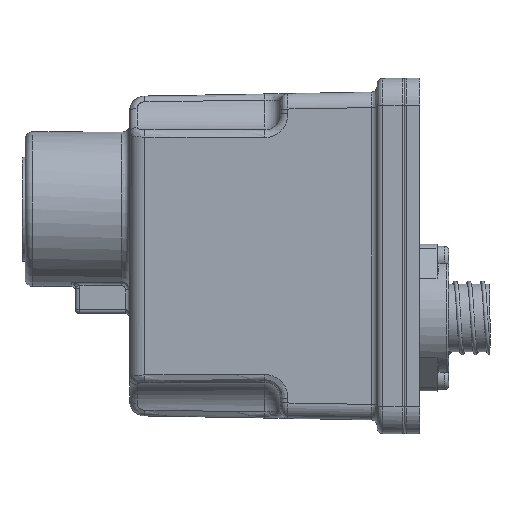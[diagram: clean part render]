
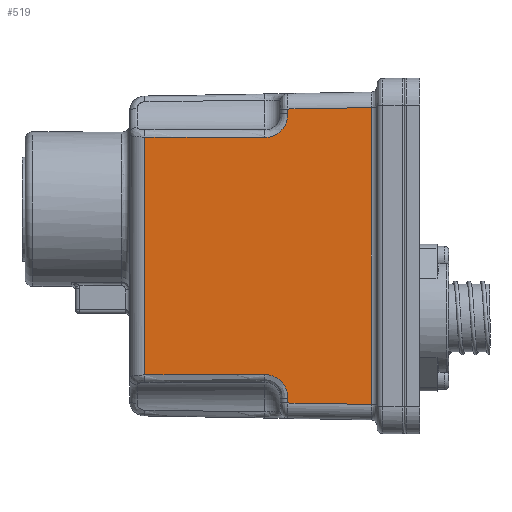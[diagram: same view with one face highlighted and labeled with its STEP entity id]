
A CAD part, front view. The second image highlights one B-rep face of the part: STEP entity #519.
In plain terms, the highlighted planar face has unit normal (-0.018, -1, 0).
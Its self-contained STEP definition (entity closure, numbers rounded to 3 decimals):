
#519=ADVANCED_FACE('',(#1211),#1212,.T.);
#1211=FACE_OUTER_BOUND('',#6075,.T.);
#1212=PLANE('',#6076);
#6075=EDGE_LOOP('',(#10239,#10240,#10241,#10242,#10243,#10244,#10245,#10246,#10247,#10248));
#6076=AXIS2_PLACEMENT_3D('',#10249,#10250,#10251);
#10239=ORIENTED_EDGE('',*,*,#11913,.T.);
#10240=ORIENTED_EDGE('',*,*,#11920,.T.);
#10241=ORIENTED_EDGE('',*,*,#11926,.T.);
#10242=ORIENTED_EDGE('',*,*,#11885,.T.);
#10243=ORIENTED_EDGE('',*,*,#11871,.T.);
#10244=ORIENTED_EDGE('',*,*,#11893,.T.);
#10245=ORIENTED_EDGE('',*,*,#11719,.T.);
#10246=ORIENTED_EDGE('',*,*,#12026,.T.);
#10247=ORIENTED_EDGE('',*,*,#11707,.T.);
#10248=ORIENTED_EDGE('',*,*,#12000,.T.);
#10249=CARTESIAN_POINT('',(91.8,-29.4,-12.1));
#10250=DIRECTION('',(-0.017,-1.,0.));
#10251=DIRECTION('',(-1.,0.017,0.));
#11707=EDGE_CURVE('',#12593,#12594,#12595,.F.);
#11719=EDGE_CURVE('',#12608,#12613,#12615,.T.);
#11871=EDGE_CURVE('',#12838,#12831,#12839,.T.);
#11885=EDGE_CURVE('',#12858,#12838,#12861,.F.);
#11893=EDGE_CURVE('',#12831,#12608,#12871,.F.);
#11913=EDGE_CURVE('',#12890,#12898,#12900,.T.);
#11920=EDGE_CURVE('',#12898,#12909,#12911,.T.);
#11926=EDGE_CURVE('',#12909,#12858,#12918,.T.);
#12000=EDGE_CURVE('',#12594,#12890,#13017,.T.);
#12026=EDGE_CURVE('',#12613,#12593,#13046,.T.);
#12593=VERTEX_POINT('',#13820);
#12594=VERTEX_POINT('',#13821);
#12595=LINE('',#13822,#13823);
#12608=VERTEX_POINT('',#13837);
#12613=VERTEX_POINT('',#13857);
#12615=B_SPLINE_CURVE_WITH_KNOTS('',3,(#13859,#13860,#13861,#13862,#13863,#13864,#13865,#13866,#13867,#13868,#13869,#13870,#13871,#13872,#13873,#13874,#13875,#13876,#13877,#13878),.UNSPECIFIED.,.F.,.F.,(4,2,2,2,2,2,2,2,2,4),(0.0,0.001,0.002,0.004,0.005,0.005,0.006,0.007,0.008,0.01),.UNSPECIFIED.);
#12831=VERTEX_POINT('',#14416);
#12838=VERTEX_POINT('',#14455);
#12839=LINE('',#14456,#14457);
#12858=VERTEX_POINT('',#14506);
#12861=ELLIPSE('',#14509,687.584,12.0);
#12871=ELLIPSE('',#14551,687.584,12.0);
#12890=VERTEX_POINT('',#14602);
#12898=VERTEX_POINT('',#14611);
#12900=LINE('',#14613,#14614);
#12909=VERTEX_POINT('',#14623);
#12911=LINE('',#14625,#14626);
#12918=B_SPLINE_CURVE_WITH_KNOTS('',3,(#14634,#14635,#14636,#14637,#14638,#14639,#14640,#14641,#14642,#14643,#14644,#14645,#14646,#14647,#14648,#14649,#14650,#14651,#14652,#14653,#14654,#14655),.UNSPECIFIED.,.F.,.F.,(4,2,2,2,2,2,2,2,2,2,4),(0.0,0.001,0.002,0.004,0.005,0.005,0.006,0.007,0.008,0.008,0.01),.UNSPECIFIED.);
#13017=LINE('',#14837,#14838);
#13046=LINE('',#14877,#14878);
#13820=CARTESIAN_POINT('',(68.765,-28.998,-50.099));
#13821=CARTESIAN_POINT('',(90.326,-29.374,-50.475));
#13822=CARTESIAN_POINT('',(91.13,-29.388,-50.489));
#13823=VECTOR('',#16471,1.0);
#13837=CARTESIAN_POINT('',(62.765,-28.893,-42.734));
#13857=CARTESIAN_POINT('',(68.765,-28.998,-48.965));
#13859=CARTESIAN_POINT('',(62.765,-28.893,-42.734));
#13860=CARTESIAN_POINT('',(63.17,-28.9,-42.732));
#13861=CARTESIAN_POINT('',(63.575,-28.907,-42.773));
#13862=CARTESIAN_POINT('',(64.365,-28.921,-42.935));
#13863=CARTESIAN_POINT('',(64.746,-28.928,-43.056));
#13864=CARTESIAN_POINT('',(65.481,-28.941,-43.373));
#13865=CARTESIAN_POINT('',(65.838,-28.947,-43.572));
#13866=CARTESIAN_POINT('',(66.493,-28.958,-44.032));
#13867=CARTESIAN_POINT('',(66.795,-28.964,-44.293));
#13868=CARTESIAN_POINT('',(67.21,-28.971,-44.731));
#13869=CARTESIAN_POINT('',(67.342,-28.973,-44.886));
#13870=CARTESIAN_POINT('',(67.588,-28.977,-45.204));
#13871=CARTESIAN_POINT('',(67.702,-28.979,-45.368));
#13872=CARTESIAN_POINT('',(68.019,-28.985,-45.875));
#13873=CARTESIAN_POINT('',(68.196,-28.988,-46.233));
#13874=CARTESIAN_POINT('',(68.484,-28.993,-46.987));
#13875=CARTESIAN_POINT('',(68.591,-28.995,-47.376));
#13876=CARTESIAN_POINT('',(68.731,-28.997,-48.161));
#13877=CARTESIAN_POINT('',(68.765,-28.998,-48.56));
#13878=CARTESIAN_POINT('',(68.765,-28.998,-48.965));
#14416=CARTESIAN_POINT('',(31.73,-28.351,-42.861));
#14455=CARTESIAN_POINT('',(31.73,-28.351,18.661));
#14456=CARTESIAN_POINT('',(31.73,-28.351,-12.1));
#14457=VECTOR('',#16702,1.0);
#14506=CARTESIAN_POINT('',(62.765,-28.893,18.534));
#14509=AXIS2_PLACEMENT_3D('',#16727,#16728,#16729);
#14551=AXIS2_PLACEMENT_3D('',#16739,#16740,#16741);
#14602=CARTESIAN_POINT('',(90.326,-29.374,26.275));
#14611=CARTESIAN_POINT('',(68.765,-28.998,25.899));
#14613=CARTESIAN_POINT('',(91.13,-29.388,26.289));
#14614=VECTOR('',#16772,1.0);
#14623=CARTESIAN_POINT('',(68.765,-28.998,24.765));
#14625=CARTESIAN_POINT('',(68.765,-28.998,-12.1));
#14626=VECTOR('',#16785,1.0);
#14634=CARTESIAN_POINT('',(68.765,-28.998,24.765));
#14635=CARTESIAN_POINT('',(68.765,-28.998,24.36));
#14636=CARTESIAN_POINT('',(68.731,-28.997,23.96));
#14637=CARTESIAN_POINT('',(68.589,-28.995,23.168));
#14638=CARTESIAN_POINT('',(68.481,-28.993,22.777));
#14639=CARTESIAN_POINT('',(68.195,-28.988,22.03));
#14640=CARTESIAN_POINT('',(68.017,-28.985,21.672));
#14641=CARTESIAN_POINT('',(67.588,-28.977,20.987));
#14642=CARTESIAN_POINT('',(67.342,-28.973,20.669));
#14643=CARTESIAN_POINT('',(66.929,-28.966,20.235));
#14644=CARTESIAN_POINT('',(66.784,-28.963,20.097));
#14645=CARTESIAN_POINT('',(66.479,-28.958,19.834));
#14646=CARTESIAN_POINT('',(66.319,-28.955,19.709));
#14647=CARTESIAN_POINT('',(65.825,-28.947,19.365));
#14648=CARTESIAN_POINT('',(65.476,-28.941,19.17));
#14649=CARTESIAN_POINT('',(64.924,-28.931,18.933));
#14650=CARTESIAN_POINT('',(64.734,-28.928,18.862));
#14651=CARTESIAN_POINT('',(64.349,-28.921,18.742));
#14652=CARTESIAN_POINT('',(64.155,-28.917,18.692));
#14653=CARTESIAN_POINT('',(63.568,-28.907,18.572));
#14654=CARTESIAN_POINT('',(63.17,-28.9,18.532));
#14655=CARTESIAN_POINT('',(62.765,-28.893,18.534));
#14837=CARTESIAN_POINT('',(90.326,-29.374,26.301));
#14838=VECTOR('',#16895,1.0);
#14877=CARTESIAN_POINT('',(68.765,-28.998,-12.1));
#14878=VECTOR('',#16921,1.0);
#16471=DIRECTION('',(-1.,0.017,0.017));
#16702=DIRECTION('',(0.,0.,-1.0));
#16727=CARTESIAN_POINT('',(204.889,-31.374,30.274));
#16728=DIRECTION('',(-0.017,-1.,0.));
#16729=DIRECTION('',(-1.,0.017,0.));
#16739=CARTESIAN_POINT('',(204.889,-31.374,-54.474));
#16740=DIRECTION('',(-0.017,-1.,0.));
#16741=DIRECTION('',(-1.,0.017,0.));
#16772=DIRECTION('',(-1.,0.017,-0.017));
#16785=DIRECTION('',(0.,0.,-1.0));
#16895=DIRECTION('',(0.,0.,1.0));
#16921=DIRECTION('',(0.,0.,-1.0));
